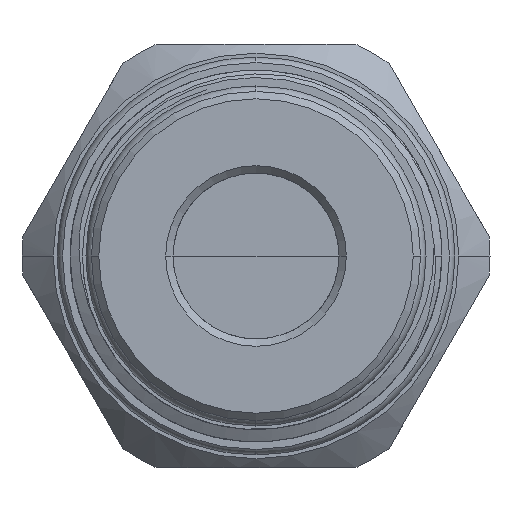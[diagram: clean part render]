
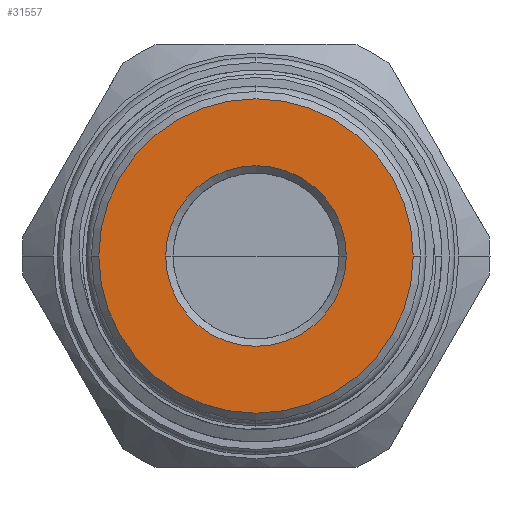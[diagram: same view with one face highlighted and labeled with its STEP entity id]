
A CAD part, left-side view. The second image highlights one B-rep face of the part: STEP entity #31557.
In plain terms, the highlighted planar face has unit normal (-1, 0, 0).
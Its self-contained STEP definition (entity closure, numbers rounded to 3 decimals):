
#24 = VERTEX_POINT ( 'NONE', #6599 ) ;
#291 = ORIENTED_EDGE ( 'NONE', *, *, #24894, .F. ) ;
#1704 = DIRECTION ( 'NONE',  ( 0., -1., 0. ) ) ;
#2415 = DIRECTION ( 'NONE',  ( 0., -1., 0. ) ) ;
#2887 = AXIS2_PLACEMENT_3D ( 'NONE', #33884, #9699, #1704 ) ;
#4079 = AXIS2_PLACEMENT_3D ( 'NONE', #24176, #29539, #2415 ) ;
#6599 = CARTESIAN_POINT ( 'NONE',  ( -43.75, 6.1, 0. ) ) ;
#8101 = CARTESIAN_POINT ( 'NONE',  ( -43.75, 0., 0. ) ) ;
#9635 = VERTEX_POINT ( 'NONE', #10863 ) ;
#9699 = DIRECTION ( 'NONE',  ( 1., 0., 0. ) ) ;
#10863 = CARTESIAN_POINT ( 'NONE',  ( -43.75, 10.615, 0. ) ) ;
#11572 = CARTESIAN_POINT ( 'NONE',  ( -43.75, -6.1, 0. ) ) ;
#11668 = DIRECTION ( 'NONE',  ( 1., 0., 0. ) ) ;
#12482 = DIRECTION ( 'NONE',  ( 1., 0., 0. ) ) ;
#13794 = EDGE_CURVE ( 'NONE', #34992, #24, #21418, .T. ) ;
#14097 = EDGE_LOOP ( 'NONE', ( #29140, #14375 ) ) ;
#14375 = ORIENTED_EDGE ( 'NONE', *, *, #13794, .T. ) ;
#14965 = ORIENTED_EDGE ( 'NONE', *, *, #20580, .F. ) ;
#17747 = CIRCLE ( 'NONE', #20800, 10.615 ) ;
#18898 = AXIS2_PLACEMENT_3D ( 'NONE', #8101, #12482, #32160 ) ;
#20580 = EDGE_CURVE ( 'NONE', #9635, #21855, #17747, .T. ) ;
#20800 = AXIS2_PLACEMENT_3D ( 'NONE', #25545, #25309, #22727 ) ;
#21418 = CIRCLE ( 'NONE', #2887, 6.1 ) ;
#21855 = VERTEX_POINT ( 'NONE', #31893 ) ;
#22727 = DIRECTION ( 'NONE',  ( 0., -1., 0. ) ) ;
#23394 = EDGE_LOOP ( 'NONE', ( #291, #14965 ) ) ;
#24043 = PLANE ( 'NONE',  #4079 ) ;
#24176 = CARTESIAN_POINT ( 'NONE',  ( -43.75, 0., 0. ) ) ;
#24474 = CIRCLE ( 'NONE', #18898, 6.1 ) ;
#24894 = EDGE_CURVE ( 'NONE', #21855, #9635, #31139, .T. ) ;
#24971 = FACE_BOUND ( 'NONE', #14097, .T. ) ;
#25117 = EDGE_CURVE ( 'NONE', #24, #34992, #24474, .T. ) ;
#25309 = DIRECTION ( 'NONE',  ( 1., 0., 0. ) ) ;
#25545 = CARTESIAN_POINT ( 'NONE',  ( -43.75, 0., 0. ) ) ;
#26107 = AXIS2_PLACEMENT_3D ( 'NONE', #27829, #11668, #30523 ) ;
#27829 = CARTESIAN_POINT ( 'NONE',  ( -43.75, 0., 0. ) ) ;
#29140 = ORIENTED_EDGE ( 'NONE', *, *, #25117, .T. ) ;
#29539 = DIRECTION ( 'NONE',  ( 1., 0., 0. ) ) ;
#30523 = DIRECTION ( 'NONE',  ( 0., -1., 0. ) ) ;
#31139 = CIRCLE ( 'NONE', #26107, 10.615 ) ;
#31557 = ADVANCED_FACE ( 'NONE', ( #24971, #34680 ), #24043, .F. ) ;
#31893 = CARTESIAN_POINT ( 'NONE',  ( -43.75, -10.615, 0. ) ) ;
#32160 = DIRECTION ( 'NONE',  ( 0., -1., 0. ) ) ;
#33884 = CARTESIAN_POINT ( 'NONE',  ( -43.75, 0., 0. ) ) ;
#34680 = FACE_OUTER_BOUND ( 'NONE', #23394, .T. ) ;
#34992 = VERTEX_POINT ( 'NONE', #11572 ) ;
